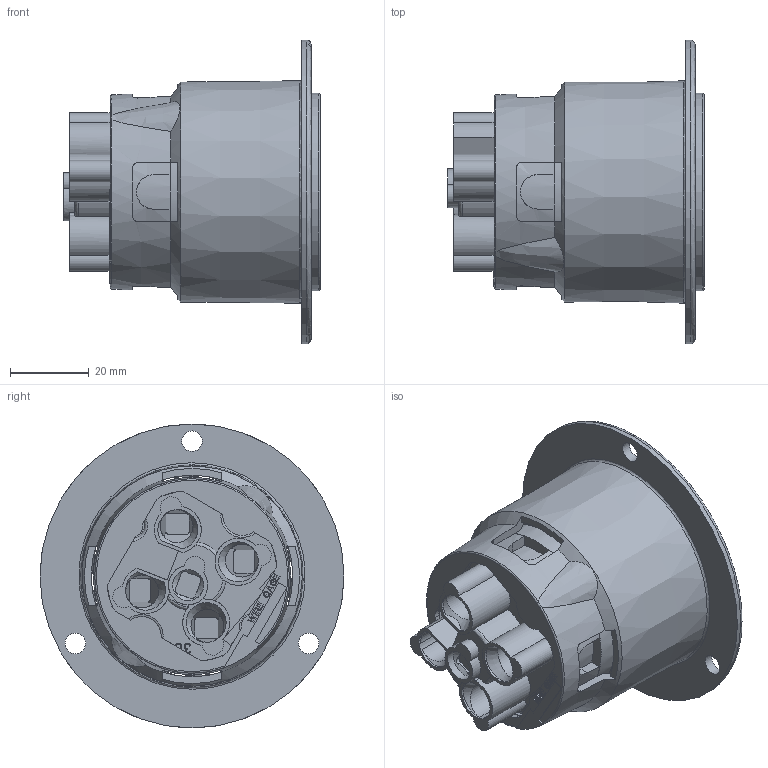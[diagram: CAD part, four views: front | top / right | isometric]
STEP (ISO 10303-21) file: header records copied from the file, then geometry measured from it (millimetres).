
FILE_DESCRIPTION (( 'STEP AP214' ), '1' );
FILE_NAME ('CATSTD-02736-000-M01.STEP', '2022-08-05T18:01:14', ( '' ), ( '' ), 'SwSTEP 2.0', 'SolidWorks 2020', '' );
FILE_SCHEMA (( 'AUTOMOTIVE_DESIGN' ));
Length unit declared in the file: inch
Products named in the file (1): CATSTD-02736-000-M01
Bounding box: 65.07 x 76.99 x 76.99 mm (x, y, z)
Volume: 109891.6 mm3; surface area: 46464 mm2
Topology: 1 solids, 11 shells, 1660 faces, 4575 edges, 3030 vertices
Faces by surface type: plane 1048, cylinder 447, bspline 104, cone 59, torus 2
Full cylindrical faces by diameter (mm): 2.769 x2, 3.175 x2, 3.251 x2, 3.48 x2, 3.685 x1, 3.708 x2, 4.115 x1, 4.75 x2, 5.207 x3, 5.791 x2, 6.35 x1, 6.858 x2, 7.888 x1, 10.109 x2, 49.987 x1, 76.987 x1
Entity records: 80355 total; most frequent: CARTESIAN_POINT 19479, ORIENTED_EDGE 9016, DIRECTION 7130, EDGE_CURVE 4508, VERTEX_POINT 3002, LINE 2682, VECTOR 2682, AXIS2_PLACEMENT_3D 2224
